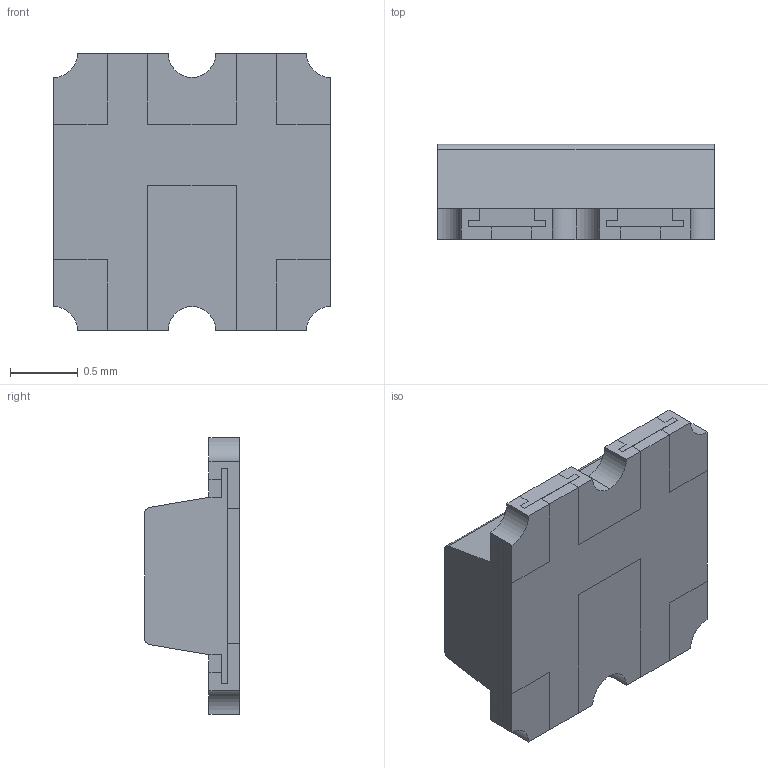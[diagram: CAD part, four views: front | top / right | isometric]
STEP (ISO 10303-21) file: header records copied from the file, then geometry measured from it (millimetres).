
FILE_DESCRIPTION (( 'STEP AP214' ), '1' );
FILE_NAME ('ARGB1313HS-TR.STEP', '2019-12-18T09:14:07', ( '' ), ( '' ), 'SwSTEP 2.0', 'SolidWorks 2017', '' );
FILE_SCHEMA (( 'AUTOMOTIVE_DESIGN' ));
Length unit declared in the file: millimetre
Products named in the file (1): ARGB1313HS-TR
Bounding box: 2.04 x 0.7 x 2.04 mm (x, y, z)
Volume: 1.9 mm3; surface area: 25.4 mm2
Topology: 10 solids, 10 shells, 229 faces, 595 edges, 386 vertices
Faces by surface type: plane 204, cylinder 25
Entity records: 7010 total; most frequent: CARTESIAN_POINT 1211, ORIENTED_EDGE 1190, DIRECTION 1137, EDGE_CURVE 595, VECTOR 513, LINE 513, VERTEX_POINT 386, AXIS2_PLACEMENT_3D 312
